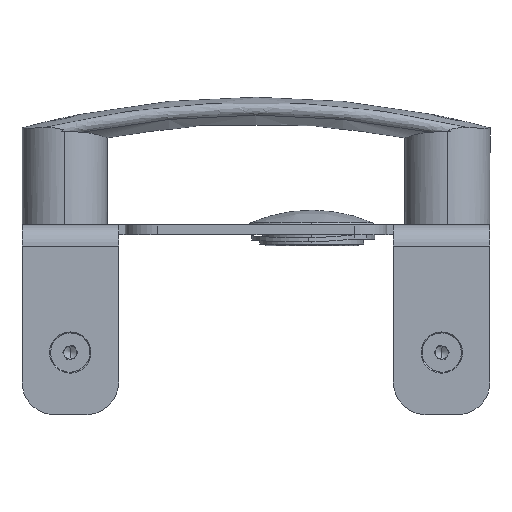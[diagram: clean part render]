
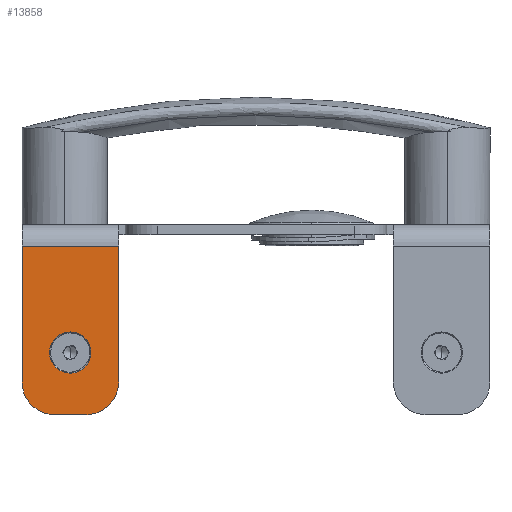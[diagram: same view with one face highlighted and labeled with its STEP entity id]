
A CAD part, left-side view. The second image highlights one B-rep face of the part: STEP entity #13858.
In plain terms, the highlighted planar face has unit normal (-1, 0, 0).
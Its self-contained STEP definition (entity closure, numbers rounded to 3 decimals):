
#123 = DIRECTION ( 'NONE',  ( 0., 0., -1. ) ) ;
#185 = EDGE_CURVE ( 'NONE', #15191, #4473, #4730, .T. ) ;
#229 = EDGE_CURVE ( 'NONE', #973, #6575, #7305, .T. ) ;
#267 = CARTESIAN_POINT ( 'NONE',  ( 0., 50.45, -35.96 ) ) ;
#530 = CIRCLE ( 'NONE', #15877, 6.3 ) ;
#938 = CARTESIAN_POINT ( 'NONE',  ( 0., 0., 3.038 ) ) ;
#973 = VERTEX_POINT ( 'NONE', #1567 ) ;
#1012 = AXIS2_PLACEMENT_3D ( 'NONE', #3173, #13221, #123 ) ;
#1216 = FACE_OUTER_BOUND ( 'NONE', #13836, .T. ) ;
#1567 = CARTESIAN_POINT ( 'NONE',  ( 0., 71.5, -3.429 ) ) ;
#1962 = DIRECTION ( 'NONE',  ( -1., 0., 0. ) ) ;
#2501 = VECTOR ( 'NONE', #6864, 1000. ) ;
#2755 = EDGE_CURVE ( 'NONE', #17459, #14952, #18241, .T. ) ;
#2978 = EDGE_LOOP ( 'NONE', ( #14278, #8070 ) ) ;
#3058 = CARTESIAN_POINT ( 'NONE',  ( 0., 71.5, -44.962 ) ) ;
#3173 = CARTESIAN_POINT ( 'NONE',  ( 0., 52., -44.962 ) ) ;
#3176 = DIRECTION ( 'NONE',  ( -1., 0., 0. ) ) ;
#3391 = DIRECTION ( 'NONE',  ( 0., 0., -1. ) ) ;
#3871 = ORIENTED_EDGE ( 'NONE', *, *, #4844, .T. ) ;
#4085 = DIRECTION ( 'NONE',  ( 0., 0., -1. ) ) ;
#4178 = FACE_BOUND ( 'NONE', #2978, .T. ) ;
#4473 = VERTEX_POINT ( 'NONE', #267 ) ;
#4730 = CIRCLE ( 'NONE', #5337, 6.3 ) ;
#4844 = EDGE_CURVE ( 'NONE', #6575, #17459, #16639, .T. ) ;
#5195 = DIRECTION ( 'NONE',  ( -1., 0., 0. ) ) ;
#5336 = ORIENTED_EDGE ( 'NONE', *, *, #2755, .T. ) ;
#5337 = AXIS2_PLACEMENT_3D ( 'NONE', #18575, #5195, #11279 ) ;
#5654 = VERTEX_POINT ( 'NONE', #7216 ) ;
#6410 = CARTESIAN_POINT ( 'NONE',  ( 0., 0., -54.962 ) ) ;
#6575 = VERTEX_POINT ( 'NONE', #3058 ) ;
#6753 = ORIENTED_EDGE ( 'NONE', *, *, #13766, .F. ) ;
#6786 = DIRECTION ( 'NONE',  ( 1., 0., 0. ) ) ;
#6864 = DIRECTION ( 'NONE',  ( 0., -1., 0. ) ) ;
#7216 = CARTESIAN_POINT ( 'NONE',  ( 0., 42., -44.962 ) ) ;
#7305 = LINE ( 'NONE', #8656, #10293 ) ;
#7766 = LINE ( 'NONE', #9121, #11366 ) ;
#7902 = CARTESIAN_POINT ( 'NONE',  ( 0., 63.05, -35.96 ) ) ;
#8070 = ORIENTED_EDGE ( 'NONE', *, *, #185, .F. ) ;
#8459 = CARTESIAN_POINT ( 'NONE',  ( 0., 61.5, -54.962 ) ) ;
#8656 = CARTESIAN_POINT ( 'NONE',  ( 0., 71.5, 3.038 ) ) ;
#9051 = DIRECTION ( 'NONE',  ( 0., -1., 0. ) ) ;
#9121 = CARTESIAN_POINT ( 'NONE',  ( 0., 42., 3.038 ) ) ;
#9552 = ORIENTED_EDGE ( 'NONE', *, *, #229, .T. ) ;
#9584 = AXIS2_PLACEMENT_3D ( 'NONE', #16588, #1962, #3391 ) ;
#9616 = CARTESIAN_POINT ( 'NONE',  ( 0., 42., -3.429 ) ) ;
#9915 = VERTEX_POINT ( 'NONE', #9616 ) ;
#9926 = VECTOR ( 'NONE', #15278, 1000. ) ;
#10293 = VECTOR ( 'NONE', #11490, 1000. ) ;
#11279 = DIRECTION ( 'NONE',  ( 0., -1., 0. ) ) ;
#11366 = VECTOR ( 'NONE', #12140, 1000. ) ;
#11490 = DIRECTION ( 'NONE',  ( 0., 0., -1. ) ) ;
#12140 = DIRECTION ( 'NONE',  ( 0., 0., 1. ) ) ;
#12497 = CARTESIAN_POINT ( 'NONE',  ( 0., 42., -3.429 ) ) ;
#12772 = EDGE_CURVE ( 'NONE', #5654, #9915, #7766, .T. ) ;
#13221 = DIRECTION ( 'NONE',  ( -1., 0., 0. ) ) ;
#13766 = EDGE_CURVE ( 'NONE', #973, #9915, #17065, .T. ) ;
#13836 = EDGE_LOOP ( 'NONE', ( #5336, #14489, #17164, #6753, #9552, #3871 ) ) ;
#13858 = ADVANCED_FACE ( 'NONE', ( #4178, #1216 ), #14244, .F. ) ;
#14244 = PLANE ( 'NONE',  #17119 ) ;
#14278 = ORIENTED_EDGE ( 'NONE', *, *, #14494, .F. ) ;
#14489 = ORIENTED_EDGE ( 'NONE', *, *, #17568, .T. ) ;
#14494 = EDGE_CURVE ( 'NONE', #4473, #15191, #530, .T. ) ;
#14952 = VERTEX_POINT ( 'NONE', #17182 ) ;
#15159 = CIRCLE ( 'NONE', #1012, 10. ) ;
#15191 = VERTEX_POINT ( 'NONE', #7902 ) ;
#15278 = DIRECTION ( 'NONE',  ( 0., -1., 0. ) ) ;
#15877 = AXIS2_PLACEMENT_3D ( 'NONE', #17701, #3176, #9051 ) ;
#16588 = CARTESIAN_POINT ( 'NONE',  ( 0., 61.5, -44.962 ) ) ;
#16639 = CIRCLE ( 'NONE', #9584, 10. ) ;
#17065 = LINE ( 'NONE', #12497, #2501 ) ;
#17119 = AXIS2_PLACEMENT_3D ( 'NONE', #938, #6786, #4085 ) ;
#17164 = ORIENTED_EDGE ( 'NONE', *, *, #12772, .T. ) ;
#17182 = CARTESIAN_POINT ( 'NONE',  ( 0., 52., -54.962 ) ) ;
#17459 = VERTEX_POINT ( 'NONE', #8459 ) ;
#17568 = EDGE_CURVE ( 'NONE', #14952, #5654, #15159, .T. ) ;
#17701 = CARTESIAN_POINT ( 'NONE',  ( 0., 56.75, -35.96 ) ) ;
#18241 = LINE ( 'NONE', #6410, #9926 ) ;
#18575 = CARTESIAN_POINT ( 'NONE',  ( 0., 56.75, -35.96 ) ) ;
